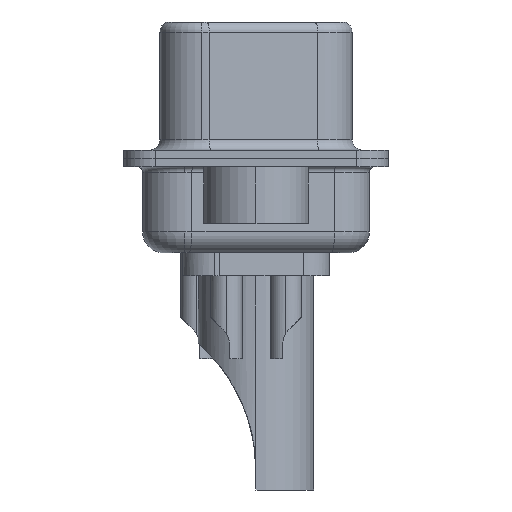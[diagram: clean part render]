
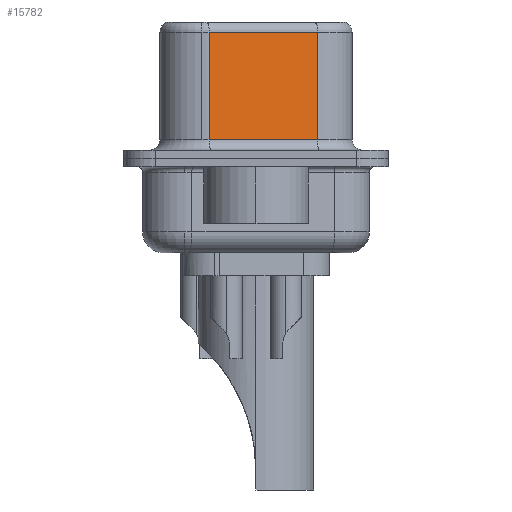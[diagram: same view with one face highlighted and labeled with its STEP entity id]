
A CAD part, left-side view. The second image highlights one B-rep face of the part: STEP entity #15782.
In plain terms, the highlighted planar face has unit normal (-0.985, -0.174, 0).
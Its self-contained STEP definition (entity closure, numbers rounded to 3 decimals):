
#710 = CARTESIAN_POINT ( 'NONE',  ( 3.675, 2.233, 0.9 ) ) ;
#1120 = CARTESIAN_POINT ( 'NONE',  ( 4.585, -2.927, 0.9 ) ) ;
#2660 = LINE ( 'NONE', #21398, #19776 ) ;
#4667 = VERTEX_POINT ( 'NONE', #1120 ) ;
#5284 = CARTESIAN_POINT ( 'NONE',  ( 3.675, 2.233, 6.02 ) ) ;
#5503 = PLANE ( 'NONE',  #11631 ) ;
#6358 = ORIENTED_EDGE ( 'NONE', *, *, #17262, .T. ) ;
#6879 = DIRECTION ( 'NONE',  ( 0., 0., -1. ) ) ;
#7251 = CARTESIAN_POINT ( 'NONE',  ( 4.585, -2.927, 6.52 ) ) ;
#7570 = VERTEX_POINT ( 'NONE', #9167 ) ;
#9167 = CARTESIAN_POINT ( 'NONE',  ( 4.585, -2.927, 6.02 ) ) ;
#10326 = EDGE_CURVE ( 'NONE', #7570, #21244, #21910, .T. ) ;
#10565 = CARTESIAN_POINT ( 'NONE',  ( 4.585, -2.927, 6.02 ) ) ;
#10689 = VECTOR ( 'NONE', #22148, 1000. ) ;
#11036 = CARTESIAN_POINT ( 'NONE',  ( 3.675, 2.233, 6.52 ) ) ;
#11200 = VERTEX_POINT ( 'NONE', #710 ) ;
#11631 = AXIS2_PLACEMENT_3D ( 'NONE', #7251, #23595, #18273 ) ;
#11645 = VECTOR ( 'NONE', #14225, 1000. ) ;
#12436 = LINE ( 'NONE', #11036, #10689 ) ;
#13641 = ORIENTED_EDGE ( 'NONE', *, *, #20775, .T. ) ;
#14225 = DIRECTION ( 'NONE',  ( -0.174, 0.985, 0. ) ) ;
#14772 = DIRECTION ( 'NONE',  ( 0.174, -0.985, 0. ) ) ;
#15455 = VECTOR ( 'NONE', #14772, 1000. ) ;
#15782 = ADVANCED_FACE ( 'NONE', ( #20206 ), #5503, .F. ) ;
#17262 = EDGE_CURVE ( 'NONE', #21244, #11200, #12436, .T. ) ;
#18273 = DIRECTION ( 'NONE',  ( -0.174, 0.985, 0. ) ) ;
#19657 = ORIENTED_EDGE ( 'NONE', *, *, #10326, .T. ) ;
#19689 = EDGE_CURVE ( 'NONE', #7570, #4667, #2660, .T. ) ;
#19736 = LINE ( 'NONE', #20459, #15455 ) ;
#19776 = VECTOR ( 'NONE', #6879, 1000. ) ;
#20206 = FACE_OUTER_BOUND ( 'NONE', #22426, .T. ) ;
#20459 = CARTESIAN_POINT ( 'NONE',  ( 4.585, -2.927, 0.9 ) ) ;
#20775 = EDGE_CURVE ( 'NONE', #11200, #4667, #19736, .T. ) ;
#21244 = VERTEX_POINT ( 'NONE', #5284 ) ;
#21398 = CARTESIAN_POINT ( 'NONE',  ( 4.585, -2.927, 6.52 ) ) ;
#21910 = LINE ( 'NONE', #10565, #11645 ) ;
#22148 = DIRECTION ( 'NONE',  ( 0., 0., -1. ) ) ;
#22426 = EDGE_LOOP ( 'NONE', ( #22438, #19657, #6358, #13641 ) ) ;
#22438 = ORIENTED_EDGE ( 'NONE', *, *, #19689, .F. ) ;
#23595 = DIRECTION ( 'NONE',  ( 0.985, 0.174, 0. ) ) ;
